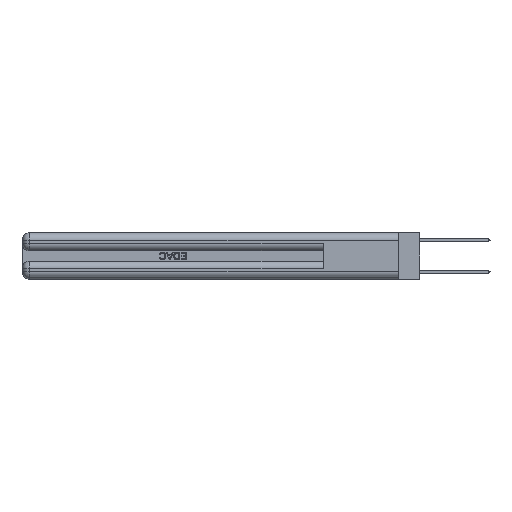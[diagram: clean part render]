
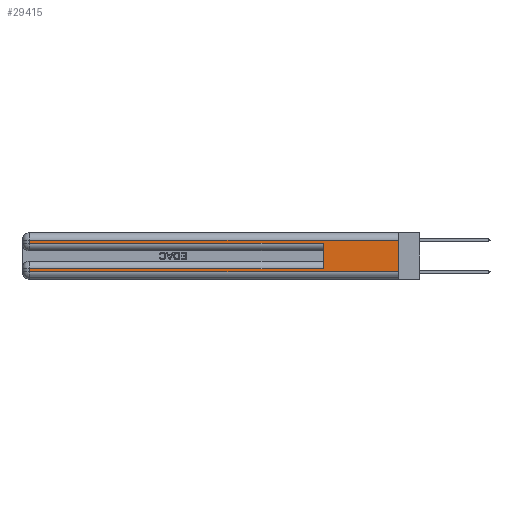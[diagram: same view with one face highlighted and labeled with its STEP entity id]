
A CAD part, left-side view. The second image highlights one B-rep face of the part: STEP entity #29415.
In plain terms, the highlighted planar face has unit normal (-1, 0, 0).
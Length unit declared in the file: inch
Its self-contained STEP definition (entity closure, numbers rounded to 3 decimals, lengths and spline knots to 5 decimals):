
#124 = LINE ( 'NONE', #26983, #3932 ) ;
#435 = FACE_OUTER_BOUND ( 'NONE', #25955, .T. ) ;
#550 = EDGE_CURVE ( 'NONE', #4100, #15436, #5826, .T. ) ;
#1198 = DIRECTION ( 'NONE',  ( 0., 0., -1. ) ) ;
#2247 = VECTOR ( 'NONE', #28976, 39.37008 ) ;
#2828 = VERTEX_POINT ( 'NONE', #11262 ) ;
#2944 = CARTESIAN_POINT ( 'NONE',  ( 0., 2.94, 0.06 ) ) ;
#3429 = EDGE_CURVE ( 'NONE', #2828, #4128, #15300, .T. ) ;
#3694 = CARTESIAN_POINT ( 'NONE',  ( 0., 0., 0.06 ) ) ;
#3932 = VECTOR ( 'NONE', #21441, 39.37008 ) ;
#4100 = VERTEX_POINT ( 'NONE', #2944 ) ;
#4128 = VERTEX_POINT ( 'NONE', #11268 ) ;
#4629 = CARTESIAN_POINT ( 'NONE',  ( 0., 0., 0.31 ) ) ;
#5239 = VECTOR ( 'NONE', #5261, 39.37008 ) ;
#5261 = DIRECTION ( 'NONE',  ( 0., 1., 0. ) ) ;
#5507 = CARTESIAN_POINT ( 'NONE',  ( 0., 0., 0.285 ) ) ;
#5515 = EDGE_CURVE ( 'NONE', #22363, #15436, #29462, .T. ) ;
#5612 = CARTESIAN_POINT ( 'NONE',  ( 0., 2.94, 0.37 ) ) ;
#5659 = CARTESIAN_POINT ( 'NONE',  ( 0., 0., 0.06 ) ) ;
#5826 = LINE ( 'NONE', #3694, #31060 ) ;
#6746 = VECTOR ( 'NONE', #26277, 39.37008 ) ;
#7741 = LINE ( 'NONE', #4629, #6746 ) ;
#9758 = AXIS2_PLACEMENT_3D ( 'NONE', #32159, #11358, #32490 ) ;
#10169 = EDGE_CURVE ( 'NONE', #15400, #26437, #21547, .T. ) ;
#10312 = EDGE_CURVE ( 'NONE', #26437, #4100, #18441, .T. ) ;
#11025 = PLANE ( 'NONE',  #9758 ) ;
#11262 = CARTESIAN_POINT ( 'NONE',  ( 0., 2.94, 0.31 ) ) ;
#11268 = CARTESIAN_POINT ( 'NONE',  ( 0., 2.94, 0.285 ) ) ;
#11336 = CARTESIAN_POINT ( 'NONE',  ( 0., 0.6, 0.285 ) ) ;
#11358 = DIRECTION ( 'NONE',  ( 1., 0., 0. ) ) ;
#13186 = ORIENTED_EDGE ( 'NONE', *, *, #550, .T. ) ;
#13491 = ORIENTED_EDGE ( 'NONE', *, *, #24952, .T. ) ;
#13588 = CARTESIAN_POINT ( 'NONE',  ( 0., 0., 0.085 ) ) ;
#14036 = CARTESIAN_POINT ( 'NONE',  ( 0., 0., 0.37 ) ) ;
#15300 = LINE ( 'NONE', #26034, #2247 ) ;
#15400 = VERTEX_POINT ( 'NONE', #33775 ) ;
#15436 = VERTEX_POINT ( 'NONE', #5659 ) ;
#16037 = ORIENTED_EDGE ( 'NONE', *, *, #20653, .T. ) ;
#16074 = DIRECTION ( 'NONE',  ( 0., -1., 0. ) ) ;
#17441 = ORIENTED_EDGE ( 'NONE', *, *, #3429, .T. ) ;
#17852 = ORIENTED_EDGE ( 'NONE', *, *, #10312, .T. ) ;
#18441 = LINE ( 'NONE', #5612, #32363 ) ;
#18575 = EDGE_CURVE ( 'NONE', #15400, #23663, #124, .T. ) ;
#19501 = CARTESIAN_POINT ( 'NONE',  ( 0., 0., 0.31 ) ) ;
#20428 = ORIENTED_EDGE ( 'NONE', *, *, #10169, .T. ) ;
#20653 = EDGE_CURVE ( 'NONE', #4128, #23663, #24231, .T. ) ;
#21441 = DIRECTION ( 'NONE',  ( 0., 0., 1. ) ) ;
#21547 = LINE ( 'NONE', #13588, #5239 ) ;
#22363 = VERTEX_POINT ( 'NONE', #19501 ) ;
#22981 = ORIENTED_EDGE ( 'NONE', *, *, #18575, .F. ) ;
#23663 = VERTEX_POINT ( 'NONE', #11336 ) ;
#24231 = LINE ( 'NONE', #5507, #27123 ) ;
#24952 = EDGE_CURVE ( 'NONE', #22363, #2828, #7741, .T. ) ;
#25955 = EDGE_LOOP ( 'NONE', ( #30881, #13491, #17441, #16037, #22981, #20428, #17852, #13186 ) ) ;
#26034 = CARTESIAN_POINT ( 'NONE',  ( 0., 2.94, 0.37 ) ) ;
#26277 = DIRECTION ( 'NONE',  ( 0., 1., 0. ) ) ;
#26437 = VERTEX_POINT ( 'NONE', #26632 ) ;
#26632 = CARTESIAN_POINT ( 'NONE',  ( 0., 2.94, 0.085 ) ) ;
#26983 = CARTESIAN_POINT ( 'NONE',  ( 0., 0.6, 0.145 ) ) ;
#27123 = VECTOR ( 'NONE', #16074, 39.37008 ) ;
#28976 = DIRECTION ( 'NONE',  ( 0., 0., -1. ) ) ;
#29001 = DIRECTION ( 'NONE',  ( 0., 0., -1. ) ) ;
#29415 = ADVANCED_FACE ( 'NONE', ( #435 ), #11025, .F. ) ;
#29462 = LINE ( 'NONE', #14036, #31624 ) ;
#30205 = DIRECTION ( 'NONE',  ( 0., -1., 0. ) ) ;
#30881 = ORIENTED_EDGE ( 'NONE', *, *, #5515, .F. ) ;
#31060 = VECTOR ( 'NONE', #30205, 39.37008 ) ;
#31624 = VECTOR ( 'NONE', #1198, 39.37008 ) ;
#32159 = CARTESIAN_POINT ( 'NONE',  ( 0., 0., 0.37 ) ) ;
#32363 = VECTOR ( 'NONE', #29001, 39.37008 ) ;
#32490 = DIRECTION ( 'NONE',  ( 0., 0., -1. ) ) ;
#33775 = CARTESIAN_POINT ( 'NONE',  ( 0., 0.6, 0.085 ) ) ;
